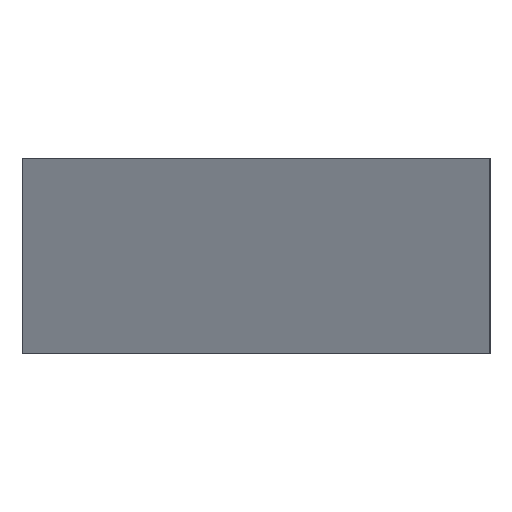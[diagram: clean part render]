
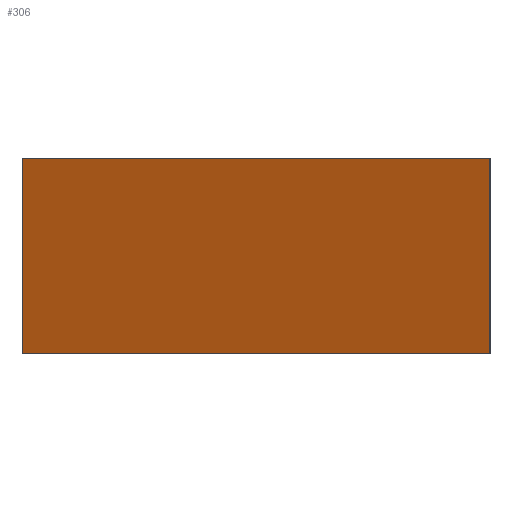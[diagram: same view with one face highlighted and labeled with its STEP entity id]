
A CAD part, left-side view. The second image highlights one B-rep face of the part: STEP entity #306.
In plain terms, the highlighted planar face has unit normal (-0.885, 0.465, 0).
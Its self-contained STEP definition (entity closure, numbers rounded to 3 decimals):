
#306=ADVANCED_FACE('',(#520),#522,.T.);
#520=FACE_BOUND('',#521,.T.);
#521=EDGE_LOOP('',(#651,#652,#653,#654));
#522=PLANE('',#523);
#523=AXIS2_PLACEMENT_3D('',#524,#525,#526);
#524=CARTESIAN_POINT('',(-9.975,-19.,0.));
#525=DIRECTION('',(-0.885,0.465,0.));
#526=DIRECTION('',(-0.465,-0.885,0.));
#651=ORIENTED_EDGE('',*,*,#711,.T.);
#652=ORIENTED_EDGE('',*,*,#716,.T.);
#653=ORIENTED_EDGE('',*,*,#692,.F.);
#654=ORIENTED_EDGE('',*,*,#718,.F.);
#692=EDGE_CURVE('',#782,#777,#784,.T.);
#711=EDGE_CURVE('',#815,#816,#817,.T.);
#716=EDGE_CURVE('',#816,#777,#824,.T.);
#718=EDGE_CURVE('',#815,#782,#826,.T.);
#777=VERTEX_POINT('',#957);
#782=VERTEX_POINT('',#966);
#784=LINE('',#970,#971);
#815=VERTEX_POINT('',#1039);
#816=VERTEX_POINT('',#1040);
#817=LINE('',#1041,#1042);
#824=LINE('',#1058,#1059);
#826=LINE('',#1064,#1065);
#957=CARTESIAN_POINT('',(-16.275,-31.,5.));
#966=CARTESIAN_POINT('',(-9.975,-19.,5.));
#970=CARTESIAN_POINT('',(-9.975,-19.,5.));
#971=VECTOR('',#972,1.);
#972=DIRECTION('',(-0.465,-0.885,0.));
#1039=CARTESIAN_POINT('',(-9.975,-19.,0.));
#1040=CARTESIAN_POINT('',(-16.275,-31.,0.));
#1041=CARTESIAN_POINT('',(-9.975,-19.,0.));
#1042=VECTOR('',#1043,1.);
#1043=DIRECTION('',(-0.465,-0.885,0.));
#1058=CARTESIAN_POINT('',(-16.275,-31.,0.));
#1059=VECTOR('',#1060,1.);
#1060=DIRECTION('',(0.,0.,1.));
#1064=CARTESIAN_POINT('',(-9.975,-19.,0.));
#1065=VECTOR('',#1066,1.);
#1066=DIRECTION('',(0.,0.,1.));
